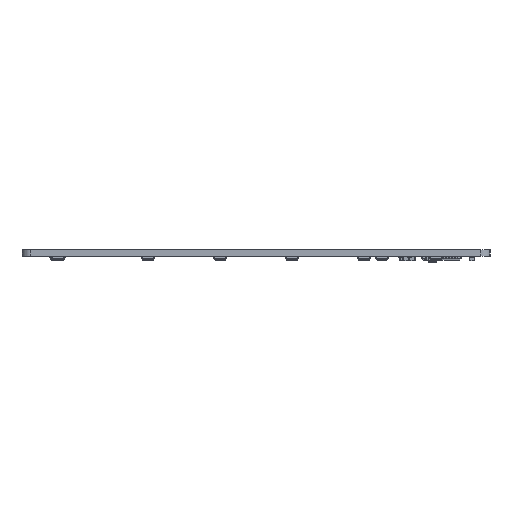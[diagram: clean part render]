
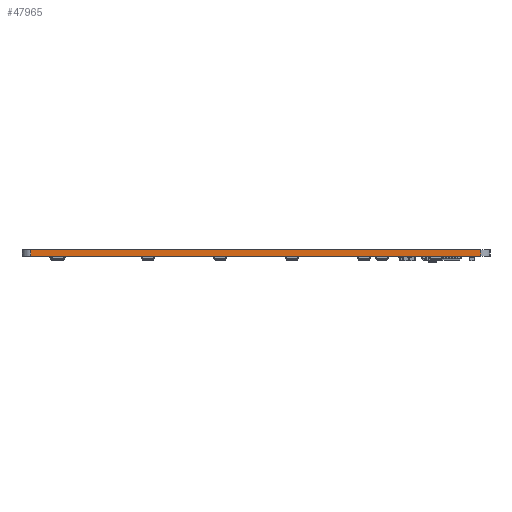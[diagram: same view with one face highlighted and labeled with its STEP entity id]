
A CAD part, left-side view. The second image highlights one B-rep face of the part: STEP entity #47965.
In plain terms, the highlighted planar face has unit normal (-1, 0, 0).
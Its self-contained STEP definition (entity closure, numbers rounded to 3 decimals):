
#36264 = VERTEX_POINT('',#36265);
#36265 = CARTESIAN_POINT('',(339.488,-24.438,0.));
#36272 = EDGE_CURVE('',#36273,#36264,#36275,.T.);
#36273 = VERTEX_POINT('',#36274);
#36274 = CARTESIAN_POINT('',(339.488,-143.5,0.));
#36275 = LINE('',#36276,#36277);
#36276 = CARTESIAN_POINT('',(339.488,-143.5,0.));
#36277 = VECTOR('',#36278,1.);
#36278 = DIRECTION('',(0.,1.,0.));
#42101 = VERTEX_POINT('',#42102);
#42102 = CARTESIAN_POINT('',(339.488,-24.438,1.6));
#42109 = EDGE_CURVE('',#42110,#42101,#42112,.T.);
#42110 = VERTEX_POINT('',#42111);
#42111 = CARTESIAN_POINT('',(339.488,-143.5,1.6));
#42112 = LINE('',#42113,#42114);
#42113 = CARTESIAN_POINT('',(339.488,-143.5,1.6));
#42114 = VECTOR('',#42115,1.);
#42115 = DIRECTION('',(0.,1.,0.));
#47935 = EDGE_CURVE('',#36264,#42101,#47936,.T.);
#47936 = LINE('',#47937,#47938);
#47937 = CARTESIAN_POINT('',(339.488,-24.438,0.));
#47938 = VECTOR('',#47939,1.);
#47939 = DIRECTION('',(0.,0.,1.));
#47965 = ADVANCED_FACE('',(#47966),#47977,.T.);
#47966 = FACE_BOUND('',#47967,.T.);
#47967 = EDGE_LOOP('',(#47968,#47974,#47975,#47976));
#47968 = ORIENTED_EDGE('',*,*,#47969,.T.);
#47969 = EDGE_CURVE('',#36273,#42110,#47970,.T.);
#47970 = LINE('',#47971,#47972);
#47971 = CARTESIAN_POINT('',(339.488,-143.5,0.));
#47972 = VECTOR('',#47973,1.);
#47973 = DIRECTION('',(0.,0.,1.));
#47974 = ORIENTED_EDGE('',*,*,#42109,.T.);
#47975 = ORIENTED_EDGE('',*,*,#47935,.F.);
#47976 = ORIENTED_EDGE('',*,*,#36272,.F.);
#47977 = PLANE('',#47978);
#47978 = AXIS2_PLACEMENT_3D('',#47979,#47980,#47981);
#47979 = CARTESIAN_POINT('',(339.488,-143.5,0.));
#47980 = DIRECTION('',(-1.,0.,0.));
#47981 = DIRECTION('',(0.,1.,0.));
